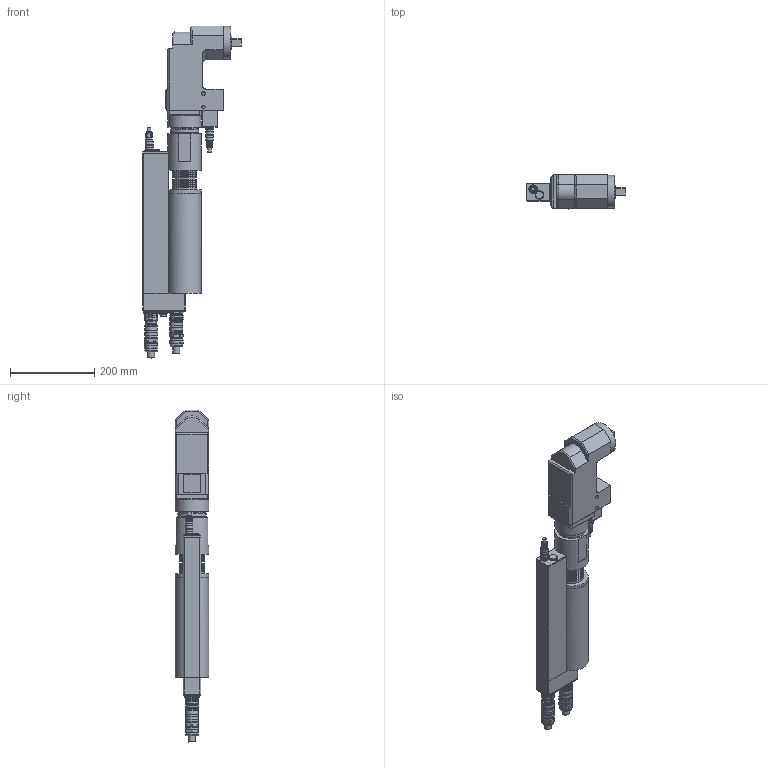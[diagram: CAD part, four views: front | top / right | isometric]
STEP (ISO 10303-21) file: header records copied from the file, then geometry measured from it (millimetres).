
FILE_DESCRIPTION((''),'2;1');
FILE_NAME('947581A0.stp','2011-03-25T14:06:00',('e4c32'),(''),'Autodesk Inventor 11','Autodesk Inventor 11','');
FILE_SCHEMA(('AUTOMOTIVE_DESIGN { 1 0 10303 214 1 1 1 1 }'));
Length unit declared in the file: millimetre
Products named in the file (6): 947581A0_IAM_001; 3WK2B_IPT_001; 3BTS-3BXA_IPT_001.ipt_Motor und Getriebe; 961089-002_IPT_002.ipt_Stecker gerade; 961104-005_IPT_002.ipt_Stecker gerade; 961104-005_IPT_001.ipt_Stecker gerade
Assembly tree (6 placements, depth 2):
  947581A0_IAM_001
    3WK2B_IPT_001
    3BTS-3BXA_IPT_001.ipt_Motor und Getriebe
    961089-002_IPT_002.ipt_Stecker gerade  x2
    961104-005_IPT_002.ipt_Stecker gerade
    961104-005_IPT_001.ipt_Stecker gerade
Bounding box: 233.78 x 80 x 788.3 mm (x, y, z)
Volume: 5007444.3 mm3; surface area: 381549 mm2
Topology: 6 solids, 6 shells, 840 faces, 2004 edges, 1269 vertices
Faces by surface type: plane 557, cylinder 219, cone 39, torus 13, bspline 12
Full cylindrical faces by diameter (mm): 5.5 x4, 8 x2, 8.376 x2, 12 x1, 13 x1, 13.4 x2, 13.5 x1, 14 x10, 14.2 x2, 15.5 x1, 16 x7, 16.5 x2, 17.5 x1, 17.587 x4, 18 x5, 18.7 x4, 20 x5, 22.5 x2, 24 x1, 25 x1, 25.5 x1, 26.4 x1, 27.047 x1, 28 x2, 28.5 x1, 29 x1, 29.4 x3, 29.5 x2, 29.8 x4, 30 x5
Entity records: 22203 total; most frequent: CARTESIAN_POINT 4479, DIRECTION 3581, ORIENTED_EDGE 3518, EDGE_CURVE 1759, AXIS2_PLACEMENT_3D 1267, VERTEX_POINT 1202, VECTOR 1047, LINE 1047
